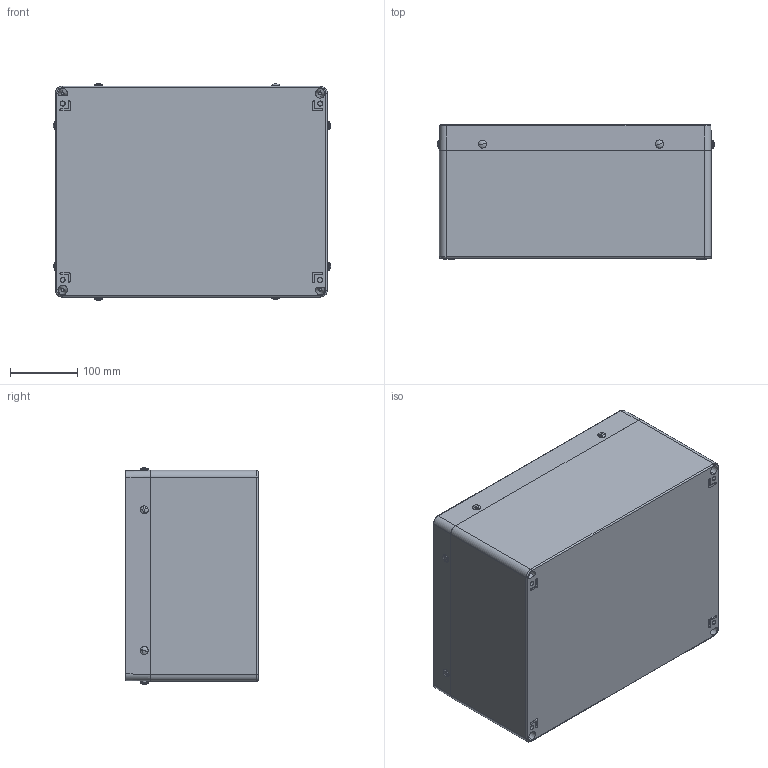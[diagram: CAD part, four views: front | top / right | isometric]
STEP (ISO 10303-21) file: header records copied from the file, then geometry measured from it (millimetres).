
FILE_DESCRIPTION (( 'STEP AP214' ), '1' );
FILE_NAME ('13211000.STEP', '2016-03-31T11:48:51', ( 'Macha' ), ( 'Hewlett-Packard Company' ), 'SwSTEP 2.0', 'SolidWorks 2015', '' );
FILE_SCHEMA (( 'AUTOMOTIVE_DESIGN' ));
Length unit declared in the file: millimetre
Products named in the file (7): 94411; 93261; 93117; 99999; 09071_Bearbeitung Griff ; 03711_Bearbeitung nach Zeichng. 01-2-037110-01-0; 13211000
Assembly tree (16 placements, depth 2):
  13211000
    03711_Bearbeitung nach Zeichng. 01-2-037110-01-0
    09071_Bearbeitung Griff 
    99999
    93117
    93261  x4
    94411  x8
Bounding box: 412.02 x 199 x 322.32 mm (x, y, z)
Volume: 2727331.5 mm3; surface area: 929323.3 mm2
Topology: 17 solids, 17 shells, 1207 faces, 2887 edges, 1812 vertices
Faces by surface type: plane 524, cylinder 274, cone 193, bspline 166, torus 34, sphere 16
Entity records: 40351 total; most frequent: CARTESIAN_POINT 16462, ORIENTED_EDGE 4998, DIRECTION 4383, EDGE_CURVE 2499, VERTEX_POINT 1594, AXIS2_PLACEMENT_3D 1474, VECTOR 1435, LINE 1435
